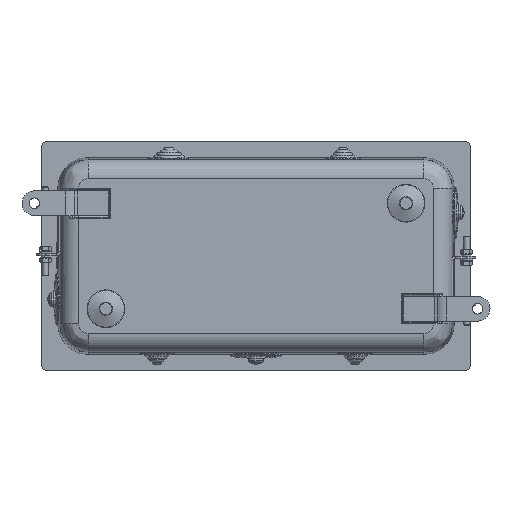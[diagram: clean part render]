
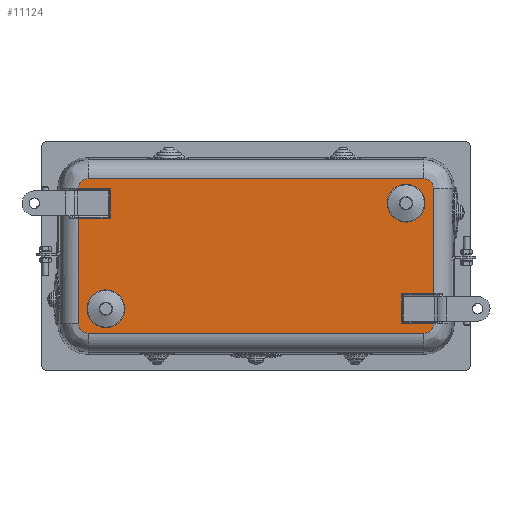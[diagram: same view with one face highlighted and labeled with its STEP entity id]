
A CAD part, front view. The second image highlights one B-rep face of the part: STEP entity #11124.
In plain terms, the highlighted planar face has unit normal (0, -1, 0).
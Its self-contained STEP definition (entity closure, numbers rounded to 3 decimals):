
#635=FACE_BOUND('',#3442,.T.);
#636=FACE_BOUND('',#3443,.T.);
#884=PLANE('',#12372);
#1420=LINE('',#20424,#1970);
#1421=LINE('',#20426,#1971);
#1422=LINE('',#20428,#1972);
#1423=LINE('',#20430,#1973);
#1424=LINE('',#20434,#1974);
#1425=LINE('',#20438,#1975);
#1426=LINE('',#20440,#1976);
#1427=LINE('',#20442,#1977);
#1428=LINE('',#20444,#1978);
#1429=LINE('',#20448,#1979);
#1970=VECTOR('',#15356,10.);
#1971=VECTOR('',#15357,10.);
#1972=VECTOR('',#15358,10.);
#1973=VECTOR('',#15359,10.);
#1974=VECTOR('',#15362,10.);
#1975=VECTOR('',#15365,10.);
#1976=VECTOR('',#15366,10.);
#1977=VECTOR('',#15367,10.);
#1978=VECTOR('',#15368,10.);
#1979=VECTOR('',#15371,10.);
#2716=FACE_OUTER_BOUND('',#3441,.T.);
#3441=EDGE_LOOP('',(#9503,#9504,#9505,#9506,#9507,#9508,#9509,#9510,#9511,
#9512,#9513,#9514,#9515,#9516));
#3442=EDGE_LOOP('',(#9517));
#3443=EDGE_LOOP('',(#9518));
#4070=CIRCLE('',#12369,15.194);
#4072=CIRCLE('',#12373,7.896);
#4073=CIRCLE('',#12374,7.896);
#4074=CIRCLE('',#12375,7.896);
#4075=CIRCLE('',#12376,7.896);
#4076=CIRCLE('',#12377,15.194);
#5079=VERTEX_POINT('',#20414);
#5081=VERTEX_POINT('',#20422);
#5082=VERTEX_POINT('',#20423);
#5083=VERTEX_POINT('',#20425);
#5084=VERTEX_POINT('',#20427);
#5085=VERTEX_POINT('',#20429);
#5086=VERTEX_POINT('',#20431);
#5087=VERTEX_POINT('',#20433);
#5088=VERTEX_POINT('',#20435);
#5089=VERTEX_POINT('',#20437);
#5090=VERTEX_POINT('',#20439);
#5091=VERTEX_POINT('',#20441);
#5092=VERTEX_POINT('',#20443);
#5093=VERTEX_POINT('',#20445);
#5094=VERTEX_POINT('',#20447);
#5095=VERTEX_POINT('',#20450);
#6571=EDGE_CURVE('',#5079,#5079,#4070,.T.);
#6574=EDGE_CURVE('',#5081,#5082,#1420,.T.);
#6575=EDGE_CURVE('',#5083,#5082,#1421,.T.);
#6576=EDGE_CURVE('',#5084,#5083,#1422,.T.);
#6577=EDGE_CURVE('',#5085,#5084,#1423,.T.);
#6578=EDGE_CURVE('',#5086,#5085,#4072,.T.);
#6579=EDGE_CURVE('',#5087,#5086,#1424,.T.);
#6580=EDGE_CURVE('',#5088,#5087,#4073,.T.);
#6581=EDGE_CURVE('',#5089,#5088,#1425,.T.);
#6582=EDGE_CURVE('',#5090,#5089,#1426,.T.);
#6583=EDGE_CURVE('',#5090,#5091,#1427,.T.);
#6584=EDGE_CURVE('',#5092,#5091,#1428,.T.);
#6585=EDGE_CURVE('',#5093,#5092,#4074,.T.);
#6586=EDGE_CURVE('',#5094,#5093,#1429,.T.);
#6587=EDGE_CURVE('',#5081,#5094,#4075,.T.);
#6588=EDGE_CURVE('',#5095,#5095,#4076,.T.);
#9503=ORIENTED_EDGE('',*,*,#6574,.T.);
#9504=ORIENTED_EDGE('',*,*,#6575,.F.);
#9505=ORIENTED_EDGE('',*,*,#6576,.F.);
#9506=ORIENTED_EDGE('',*,*,#6577,.F.);
#9507=ORIENTED_EDGE('',*,*,#6578,.F.);
#9508=ORIENTED_EDGE('',*,*,#6579,.F.);
#9509=ORIENTED_EDGE('',*,*,#6580,.F.);
#9510=ORIENTED_EDGE('',*,*,#6581,.F.);
#9511=ORIENTED_EDGE('',*,*,#6582,.F.);
#9512=ORIENTED_EDGE('',*,*,#6583,.T.);
#9513=ORIENTED_EDGE('',*,*,#6584,.F.);
#9514=ORIENTED_EDGE('',*,*,#6585,.F.);
#9515=ORIENTED_EDGE('',*,*,#6586,.F.);
#9516=ORIENTED_EDGE('',*,*,#6587,.F.);
#9517=ORIENTED_EDGE('',*,*,#6588,.F.);
#9518=ORIENTED_EDGE('',*,*,#6571,.F.);
#11124=ADVANCED_FACE('',(#2716,#635,#636),#884,.T.);
#12369=AXIS2_PLACEMENT_3D('',#20416,#15347,#15348);
#12372=AXIS2_PLACEMENT_3D('',#20421,#15354,#15355);
#12373=AXIS2_PLACEMENT_3D('',#20432,#15360,#15361);
#12374=AXIS2_PLACEMENT_3D('',#20436,#15363,#15364);
#12375=AXIS2_PLACEMENT_3D('',#20446,#15369,#15370);
#12376=AXIS2_PLACEMENT_3D('',#20449,#15372,#15373);
#12377=AXIS2_PLACEMENT_3D('',#20451,#15374,#15375);
#15347=DIRECTION('center_axis',(0.,-1.,0.));
#15348=DIRECTION('ref_axis',(1.,0.,0.));
#15354=DIRECTION('center_axis',(0.,-1.,0.));
#15355=DIRECTION('ref_axis',(-1.,0.,0.));
#15356=DIRECTION('',(-1.,0.,0.));
#15357=DIRECTION('',(0.,0.,-1.));
#15358=DIRECTION('',(-1.,0.,0.));
#15359=DIRECTION('',(0.,0.,-1.));
#15360=DIRECTION('center_axis',(0.,1.,0.));
#15361=DIRECTION('ref_axis',(0.707,0.,0.707));
#15362=DIRECTION('',(1.,0.,0.));
#15363=DIRECTION('center_axis',(0.,1.,0.));
#15364=DIRECTION('ref_axis',(-0.707,0.,0.707));
#15365=DIRECTION('',(-1.,0.,0.));
#15366=DIRECTION('',(0.,0.,1.));
#15367=DIRECTION('',(-1.,0.,0.));
#15368=DIRECTION('',(0.,0.,1.));
#15369=DIRECTION('center_axis',(0.,1.,0.));
#15370=DIRECTION('ref_axis',(-0.707,0.,-0.707));
#15371=DIRECTION('',(-1.,0.,0.));
#15372=DIRECTION('center_axis',(0.,1.,0.));
#15373=DIRECTION('ref_axis',(0.707,0.,-0.707));
#15374=DIRECTION('center_axis',(0.,-1.,0.));
#15375=DIRECTION('ref_axis',(1.,0.,0.));
#20414=CARTESIAN_POINT('',(-136.09,4.,-42.5));
#20416=CARTESIAN_POINT('Origin',(-120.896,4.,-42.5));
#20421=CARTESIAN_POINT('Origin',(0.,4.,
0.));
#20422=CARTESIAN_POINT('',(142.896,4.,-54.5));
#20423=CARTESIAN_POINT('',(116.896,4.,-54.5));
#20424=CARTESIAN_POINT('',(58.948,4.,-54.5));
#20425=CARTESIAN_POINT('',(116.896,4.,-30.5));
#20426=CARTESIAN_POINT('',(116.896,4.,-15.75));
#20427=CARTESIAN_POINT('',(142.896,4.,-30.5));
#20428=CARTESIAN_POINT('',(83.948,4.,-30.5));
#20429=CARTESIAN_POINT('',(142.896,4.,54.5));
#20430=CARTESIAN_POINT('',(142.896,4.,27.25));
#20431=CARTESIAN_POINT('',(135.,4.,62.396));
#20432=CARTESIAN_POINT('Origin',(135.,4.,54.5));
#20433=CARTESIAN_POINT('',(-135.,4.,62.396));
#20434=CARTESIAN_POINT('',(-67.5,4.,62.396));
#20435=CARTESIAN_POINT('',(-142.896,4.,54.5));
#20436=CARTESIAN_POINT('Origin',(-135.,4.,54.5));
#20437=CARTESIAN_POINT('',(-116.896,4.,54.5));
#20438=CARTESIAN_POINT('',(-58.948,4.,54.5));
#20439=CARTESIAN_POINT('',(-116.896,4.,30.5));
#20440=CARTESIAN_POINT('',(-116.896,4.,15.75));
#20441=CARTESIAN_POINT('',(-142.896,4.,30.5));
#20442=CARTESIAN_POINT('',(-83.948,4.,30.5));
#20443=CARTESIAN_POINT('',(-142.896,4.,-54.5));
#20444=CARTESIAN_POINT('',(-142.896,4.,-27.25));
#20445=CARTESIAN_POINT('',(-135.,4.,-62.396));
#20446=CARTESIAN_POINT('Origin',(-135.,4.,-54.5));
#20447=CARTESIAN_POINT('',(135.,4.,-62.396));
#20448=CARTESIAN_POINT('',(67.5,4.,-62.396));
#20449=CARTESIAN_POINT('Origin',(135.,4.,-54.5));
#20450=CARTESIAN_POINT('',(105.701,4.,42.5));
#20451=CARTESIAN_POINT('Origin',(120.896,4.,42.5));
